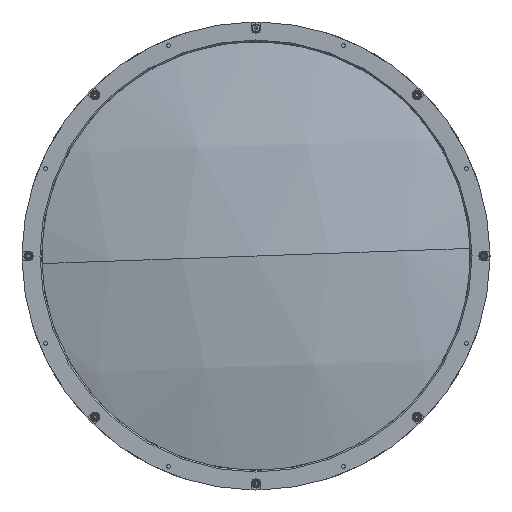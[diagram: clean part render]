
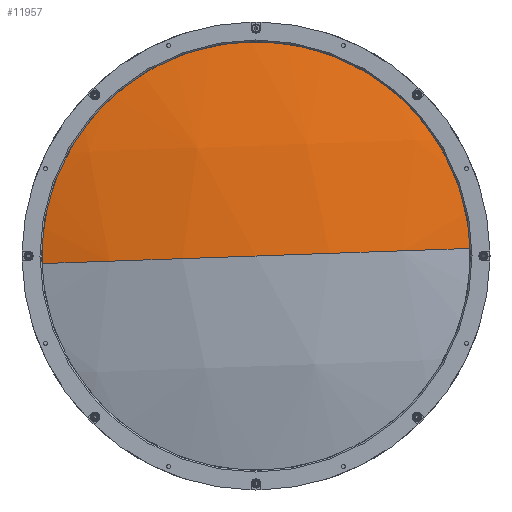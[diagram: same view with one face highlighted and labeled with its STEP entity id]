
A CAD part, left-side view. The second image highlights one B-rep face of the part: STEP entity #11957.
In plain terms, the highlighted spherical face has radius 510.4 mm.
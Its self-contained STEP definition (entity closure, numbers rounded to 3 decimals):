
#356 = DIRECTION ( 'NONE',  ( 0., -0.999, 0.035 ) ) ;
#580 = DIRECTION ( 'NONE',  ( 0., 0.035, 0.999 ) ) ;
#619 = CIRCLE ( 'NONE', #10872, 510.4 ) ;
#1606 = EDGE_LOOP ( 'NONE', ( #19582, #24825, #13621 ) ) ;
#2269 = VERTEX_POINT ( 'NONE', #14551 ) ;
#3063 = CARTESIAN_POINT ( 'NONE',  ( 16.583, -139.912, 4.961 ) ) ;
#5090 = VERTEX_POINT ( 'NONE', #17046 ) ;
#6875 = DIRECTION ( 'NONE',  ( 0., -0.035, -0.999 ) ) ;
#7898 = EDGE_CURVE ( 'NONE', #22788, #2269, #10019, .T. ) ;
#8611 = FACE_OUTER_BOUND ( 'NONE', #1606, .T. ) ;
#8908 = AXIS2_PLACEMENT_3D ( 'NONE', #10478, #12561, #356 ) ;
#10019 = CIRCLE ( 'NONE', #20792, 510.4 ) ;
#10225 = CIRCLE ( 'NONE', #15764, 140. ) ;
#10478 = CARTESIAN_POINT ( 'NONE',  ( 507.407, 0., 0. ) ) ;
#10872 = AXIS2_PLACEMENT_3D ( 'NONE', #11682, #25868, #13728 ) ;
#11682 = CARTESIAN_POINT ( 'NONE',  ( 507.407, 0., 0. ) ) ;
#11957 = ADVANCED_FACE ( 'NONE', ( #8611 ), #19380, .T. ) ;
#12561 = DIRECTION ( 'NONE',  ( 0., 0.035, 0.999 ) ) ;
#12772 = DIRECTION ( 'NONE',  ( -1., 0., 0. ) ) ;
#13621 = ORIENTED_EDGE ( 'NONE', *, *, #7898, .F. ) ;
#13728 = DIRECTION ( 'NONE',  ( 0., -0.999, 0.035 ) ) ;
#14551 = CARTESIAN_POINT ( 'NONE',  ( -2.993, 0., 0. ) ) ;
#15764 = AXIS2_PLACEMENT_3D ( 'NONE', #24919, #12772, #580 ) ;
#17046 = CARTESIAN_POINT ( 'NONE',  ( 16.583, 139.912, -4.961 ) ) ;
#19048 = CARTESIAN_POINT ( 'NONE',  ( 507.407, 0., 0. ) ) ;
#19380 = SPHERICAL_SURFACE ( 'NONE', #8908, 510.4 ) ;
#19582 = ORIENTED_EDGE ( 'NONE', *, *, #21017, .T. ) ;
#20792 = AXIS2_PLACEMENT_3D ( 'NONE', #19048, #6875, #21092 ) ;
#21017 = EDGE_CURVE ( 'NONE', #22788, #5090, #10225, .T. ) ;
#21092 = DIRECTION ( 'NONE',  ( 0., 0.999, -0.035 ) ) ;
#22788 = VERTEX_POINT ( 'NONE', #3063 ) ;
#23860 = EDGE_CURVE ( 'NONE', #5090, #2269, #619, .T. ) ;
#24825 = ORIENTED_EDGE ( 'NONE', *, *, #23860, .T. ) ;
#24919 = CARTESIAN_POINT ( 'NONE',  ( 16.583, 0., 0. ) ) ;
#25868 = DIRECTION ( 'NONE',  ( 0., 0.035, 0.999 ) ) ;
